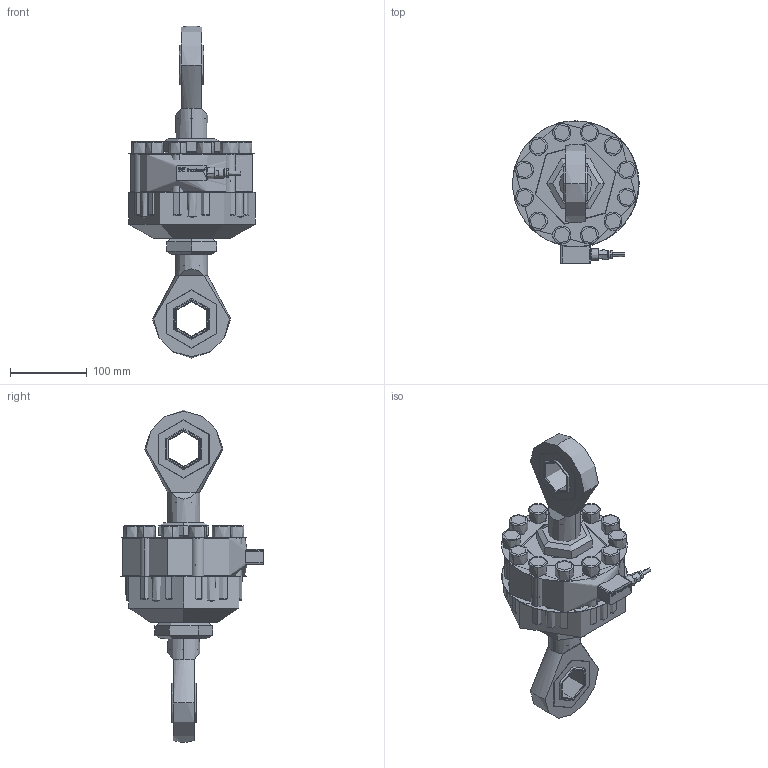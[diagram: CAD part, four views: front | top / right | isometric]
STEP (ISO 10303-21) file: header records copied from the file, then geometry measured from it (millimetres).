
FILE_DESCRIPTION(('STEP AP214'),'1');
FILE_NAME('TC4 Ø165 20t with knuckle joints.stp','2018-07-11T13:24:58',(' '),(' '),'Spatial InterOp 3D',' ',' ');
FILE_SCHEMA(('automotive_design'));
Length unit declared in the file: millimetre
Products named in the file (13): Screw; Screw M16 L=80; TC4 Ø165 20t with knuckle joints; TC4 Ø165 20t and 30t with base; Base plate; CACCEM42; 20_81_6481_2045_01; 20_81_6481_2045_02; M42×3 Nut; CACCEM422; 20_81_6481_2045_012; 20_81_6481_2045_022; M42×3 Nut2
Assembly tree (23 placements, depth 3):
  TC4 Ø165 20t with knuckle joints
    Screw
      Screw M16 L=80  x12
    TC4 Ø165 20t and 30t with base
    Base plate
    CACCEM42
      20_81_6481_2045_01
      20_81_6481_2045_02
    M42×3 Nut
    CACCEM422
      20_81_6481_2045_012
      20_81_6481_2045_022
    M42×3 Nut2
Bounding box: 165 x 185.34 x 432.22 mm (x, y, z)
Volume: 2930471.1 mm3
Topology: 20 solids, 116 shells, 778 faces, 1753 edges, 1136 vertices
Faces by surface type: plane 320, cylinder 182, cone 154, torus 56, extrusion 44, sphere 20, bspline 2
Entity records: 19740 total; most frequent: CARTESIAN_POINT 3694, DIRECTION 2439, ORIENTED_EDGE 2330, EDGE_CURVE 1189, AXIS2_PLACEMENT_3D 875, VERTEX_POINT 779, VECTOR 689, LINE 645
